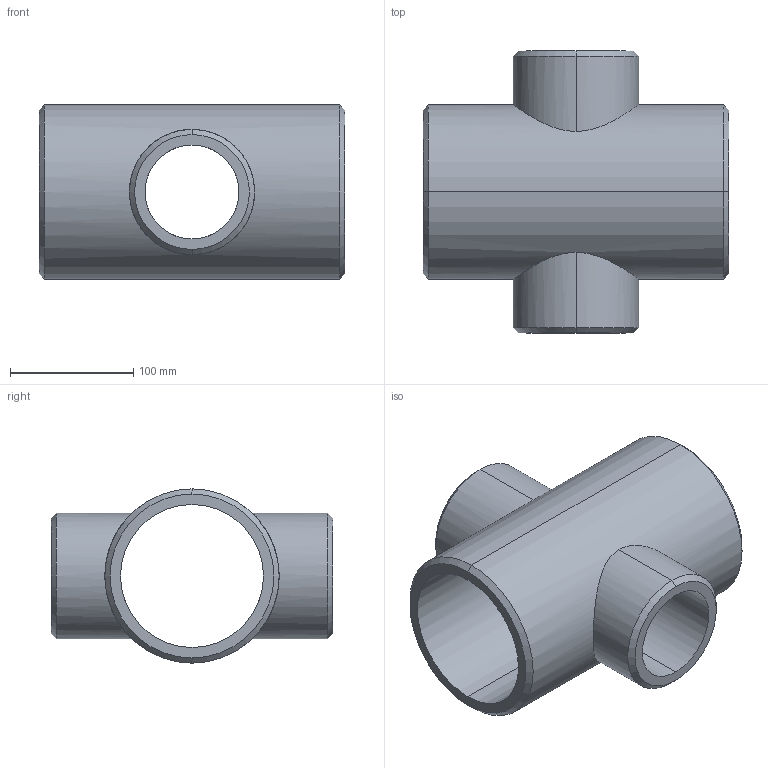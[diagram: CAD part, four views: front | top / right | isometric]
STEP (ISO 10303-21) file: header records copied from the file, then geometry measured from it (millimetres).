
FILE_DESCRIPTION (( 'STEP AP203' ), '1' );
FILE_NAME ('RCross Inch 5x5x3.5Sch 120.STEP', '2025-05-08T01:44:28', '' );
FILE_SCHEMA (( 'CONFIG_CONTROL_DESIGN' ));
Length unit declared in the file: inch
Products named in the file (1): RCross Inch 5x5x3.5Sch 120
Bounding box: 247.9 x 228.6 x 141.3 mm (x, y, z)
Volume: 1501889.9 mm3; surface area: 251233.5 mm2
Topology: 1 solids, 1 shells, 24 faces, 52 edges, 32 vertices
Faces by surface type: cylinder 12, cone 8, plane 4
Entity records: 1311 total; most frequent: CARTESIAN_POINT 689, DIRECTION 118, ORIENTED_EDGE 104, EDGE_CURVE 52, AXIS2_PLACEMENT_3D 49, EDGE_LOOP 32, VERTEX_POINT 32, FACE_OUTER_BOUND 24
